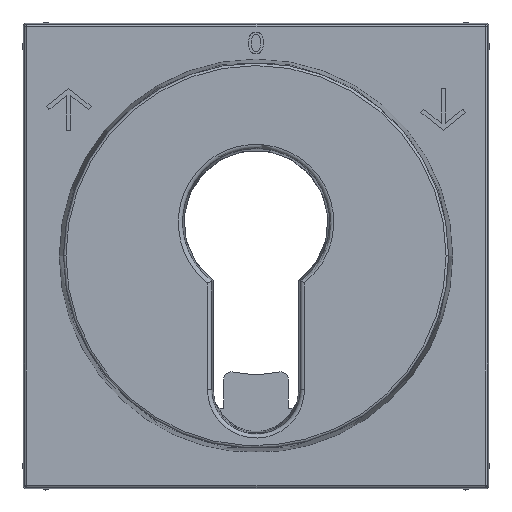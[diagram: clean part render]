
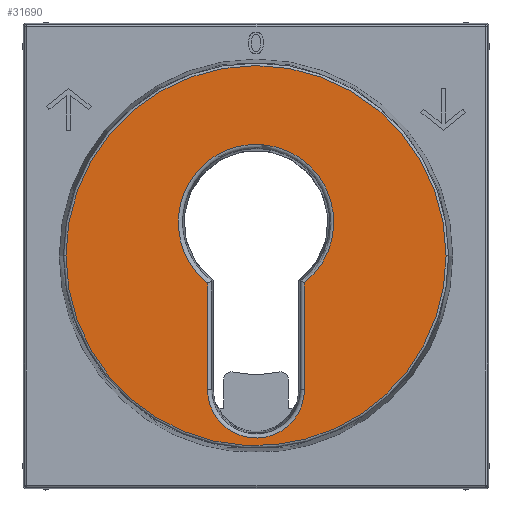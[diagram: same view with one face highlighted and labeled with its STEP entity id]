
A CAD part, top view. The second image highlights one B-rep face of the part: STEP entity #31690.
In plain terms, the highlighted face is planar.
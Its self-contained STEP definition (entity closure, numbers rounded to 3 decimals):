
#26857=CARTESIAN_POINT('',(0.,29.25,0.));
#26858=DIRECTION('',(0.,-1.,0.));
#26859=DIRECTION('',(-1.,0.,0.));
#26860=AXIS2_PLACEMENT_3D('',#26857,#26858,#26859);
#26862=CARTESIAN_POINT('',(0.,29.25,0.));
#26863=DIRECTION('',(0.,-1.,0.));
#26864=DIRECTION('',(0.641,0.,-0.767));
#26865=AXIS2_PLACEMENT_3D('',#26862,#26863,#26864);
#26867=CARTESIAN_POINT('',(0.,29.25,0.));
#26868=DIRECTION('',(0.,-1.,0.));
#26869=DIRECTION('',(1.,0.,0.));
#26870=AXIS2_PLACEMENT_3D('',#26867,#26868,#26869);
#26872=CARTESIAN_POINT('',(0.,29.25,0.));
#26873=DIRECTION('',(0.,-1.,0.));
#26874=DIRECTION('',(-0.654,0.,0.757));
#26875=AXIS2_PLACEMENT_3D('',#26872,#26873,#26874);
#26877=CARTESIAN_POINT('',(0.,29.25,-4.));
#26878=DIRECTION('',(0.,1.,0.));
#26879=DIRECTION('',(0.623,0.,0.782));
#26880=AXIS2_PLACEMENT_3D('',#26877,#26878,#26879);
#26882=CARTESIAN_POINT('',(0.,29.25,-4.));
#26883=DIRECTION('',(0.,1.,0.));
#26884=DIRECTION('',(0.076,0.,-0.997));
#26885=AXIS2_PLACEMENT_3D('',#26882,#26883,#26884);
#26887=CARTESIAN_POINT('',(0.,29.25,-4.));
#26888=DIRECTION('',(0.,1.,0.));
#26889=DIRECTION('',(-0.623,0.,-0.782));
#26890=AXIS2_PLACEMENT_3D('',#26887,#26888,#26889);
#26892=CARTESIAN_POINT('',(0.,29.25,16.));
#26893=DIRECTION('',(0.,1.,0.));
#26894=DIRECTION('',(-1.,0.,0.));
#26895=AXIS2_PLACEMENT_3D('',#26892,#26893,#26894);
#26897=CARTESIAN_POINT('',(0.,29.25,16.));
#26898=DIRECTION('',(0.,1.,0.));
#26899=DIRECTION('',(-0.466,0.,0.885));
#26900=AXIS2_PLACEMENT_3D('',#26897,#26898,#26899);
#26953=DIRECTION('',(0.,0.,1.));
#26954=VECTOR('',#26953,12.736);
#26955=CARTESIAN_POINT('',(5.789,29.25,3.264));
#26956=LINE('2675',#26955,#26954);
#28587=DIRECTION('',(0.,0.,-1.));
#28588=VECTOR('',#28587,12.736);
#28589=CARTESIAN_POINT('',(-5.789,29.25,16.));
#28590=LINE('2672',#28589,#28588);
#30521=CARTESIAN_POINT('',(22.704,29.25,0.));
#30523=VERTEX_POINT('',#30521);
#30525=CARTESIAN_POINT('',(14.564,29.25,-17.417));
#30526=VERTEX_POINT('',#30525);
#30527=CARTESIAN_POINT('',(-22.704,29.25,0.));
#30528=VERTEX_POINT('',#30527);
#30533=CARTESIAN_POINT('',(-14.848,29.25,17.176));
#30534=VERTEX_POINT('',#30533);
#30537=CARTESIAN_POINT('',(5.789,29.25,3.264));
#30538=CARTESIAN_POINT('',(0.706,29.25,-13.262));
#30539=VERTEX_POINT('',#30537);
#30540=VERTEX_POINT('',#30538);
#30541=CARTESIAN_POINT('',(-5.789,29.25,-11.264));
#30542=VERTEX_POINT('',#30541);
#30543=CARTESIAN_POINT('',(-5.789,29.25,3.264));
#30544=VERTEX_POINT('',#30543);
#30545=CARTESIAN_POINT('',(-5.789,29.25,16.));
#30546=VERTEX_POINT('',#30545);
#30547=CARTESIAN_POINT('',(-2.698,29.25,21.121));
#30548=VERTEX_POINT('',#30547);
#30549=CARTESIAN_POINT('',(5.789,29.25,16.));
#30550=VERTEX_POINT('',#30549);
#31663=CARTESIAN_POINT('',(0.,29.25,0.));
#31664=DIRECTION('',(0.,-1.,0.));
#31665=DIRECTION('',(-1.,0.,0.));
#31666=AXIS2_PLACEMENT_3D('',#31663,#31664,#31665);
#31667=PLANE('2886',#31666);
#31668=ORIENTED_EDGE('2661',*,*,#31620,.T.);
#31669=ORIENTED_EDGE('2660',*,*,#31618,.T.);
#31670=ORIENTED_EDGE('2666',*,*,#31646,.T.);
#31671=ORIENTED_EDGE('2665',*,*,#31644,.T.);
#31672=EDGE_LOOP('2886',(#31668,#31669,#31670,#31671));
#31673=FACE_OUTER_BOUND('2886',#31672,.F.);
#31675=ORIENTED_EDGE('2669',*,*,#31674,.T.);
#31677=ORIENTED_EDGE('2670',*,*,#31676,.T.);
#31679=ORIENTED_EDGE('2671',*,*,#31678,.T.);
#31681=ORIENTED_EDGE('2672',*,*,#31680,.F.);
#31683=ORIENTED_EDGE('2673',*,*,#31682,.T.);
#31685=ORIENTED_EDGE('2674',*,*,#31684,.T.);
#31687=ORIENTED_EDGE('2675',*,*,#31686,.F.);
#31688=EDGE_LOOP('2886',(#31675,#31677,#31679,#31681,#31683,#31685,#31687));
#31689=FACE_BOUND('2886',#31688,.F.);
#26861=CIRCLE('2661',#26860,22.704);
#26866=CIRCLE('2660',#26865,22.704);
#26871=CIRCLE('2666',#26870,22.704);
#26876=CIRCLE('2665',#26875,22.704);
#26881=CIRCLE('2669',#26880,9.289);
#26886=CIRCLE('2670',#26885,9.289);
#26891=CIRCLE('2671',#26890,9.289);
#26896=CIRCLE('2673',#26895,5.789);
#26901=CIRCLE('2674',#26900,5.789);
#31618=EDGE_CURVE('2660',#30526,#30523,#26866,.T.);
#31620=EDGE_CURVE('2661',#30528,#30526,#26861,.T.);
#31644=EDGE_CURVE('2665',#30534,#30528,#26876,.T.);
#31646=EDGE_CURVE('2666',#30523,#30534,#26871,.T.);
#31674=EDGE_CURVE('2669',#30539,#30540,#26881,.T.);
#31676=EDGE_CURVE('2670',#30540,#30542,#26886,.T.);
#31678=EDGE_CURVE('2671',#30542,#30544,#26891,.T.);
#31680=EDGE_CURVE('2672',#30546,#30544,#28590,.T.);
#31682=EDGE_CURVE('2673',#30546,#30548,#26896,.T.);
#31684=EDGE_CURVE('2674',#30548,#30550,#26901,.T.);
#31686=EDGE_CURVE('2675',#30539,#30550,#26956,.T.);
#31690=ADVANCED_FACE('2886',(#31673,#31689),#31667,.F.);
